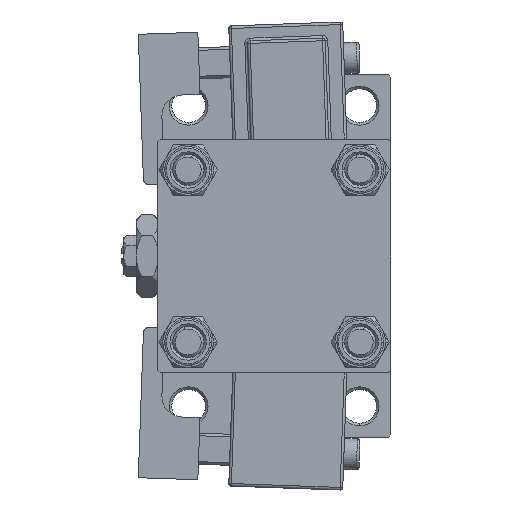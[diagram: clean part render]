
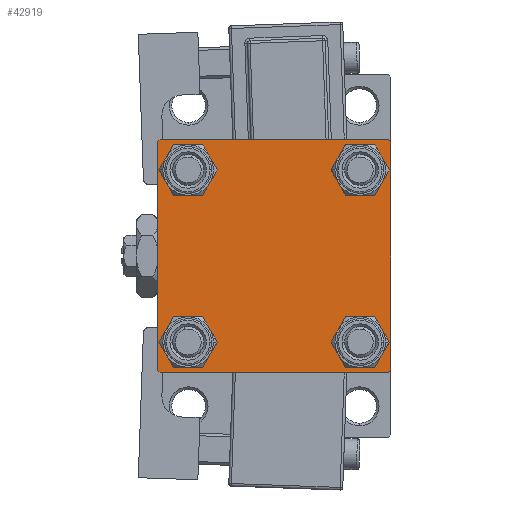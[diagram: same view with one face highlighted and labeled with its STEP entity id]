
A CAD part, left-side view. The second image highlights one B-rep face of the part: STEP entity #42919.
In plain terms, the highlighted planar face has unit normal (-1, 0, 0).
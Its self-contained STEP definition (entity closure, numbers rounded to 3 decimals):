
#798 = CARTESIAN_POINT ( 'NONE',  ( 0., 22.5, -22.5 ) ) ;
#1193 = VERTEX_POINT ( 'NONE', #51210 ) ;
#2111 = CIRCLE ( 'NONE', #41130, 3.5 ) ;
#2784 = DIRECTION ( 'NONE',  ( 0., 0.707, -0.707 ) ) ;
#3132 = DIRECTION ( 'NONE',  ( 0., 0., 1. ) ) ;
#3521 = CARTESIAN_POINT ( 'NONE',  ( 0., 16.6, 20.1 ) ) ;
#3585 = DIRECTION ( 'NONE',  ( 0., 0., 1. ) ) ;
#4227 = VECTOR ( 'NONE', #11324, 1000. ) ;
#4646 = VECTOR ( 'NONE', #9311, 1000. ) ;
#4687 = DIRECTION ( 'NONE',  ( 0., 0., -1. ) ) ;
#4769 = ORIENTED_EDGE ( 'NONE', *, *, #16861, .F. ) ;
#4949 = ORIENTED_EDGE ( 'NONE', *, *, #33263, .T. ) ;
#5309 = LINE ( 'NONE', #28235, #38293 ) ;
#5831 = VERTEX_POINT ( 'NONE', #49138 ) ;
#6084 = VECTOR ( 'NONE', #2784, 1000. ) ;
#6552 = DIRECTION ( 'NONE',  ( 0., 0.707, 0.707 ) ) ;
#6878 = VERTEX_POINT ( 'NONE', #50948 ) ;
#7013 = CARTESIAN_POINT ( 'NONE',  ( 0., 16.6, -20.1 ) ) ;
#7598 = CARTESIAN_POINT ( 'NONE',  ( 0., -16.6, 13.1 ) ) ;
#7936 = CARTESIAN_POINT ( 'NONE',  ( 0., -16.6, 16.6 ) ) ;
#8068 = FACE_BOUND ( 'NONE', #41604, .T. ) ;
#8382 = AXIS2_PLACEMENT_3D ( 'NONE', #50294, #42490, #21533 ) ;
#8591 = LINE ( 'NONE', #798, #33257 ) ;
#9311 = DIRECTION ( 'NONE',  ( 0., -0.707, 0.707 ) ) ;
#9527 = DIRECTION ( 'NONE',  ( 1., 0., 0. ) ) ;
#9716 = EDGE_LOOP ( 'NONE', ( #9749, #31705 ) ) ;
#9749 = ORIENTED_EDGE ( 'NONE', *, *, #29640, .T. ) ;
#10313 = VERTEX_POINT ( 'NONE', #28548 ) ;
#10479 = CIRCLE ( 'NONE', #33751, 3.5 ) ;
#11324 = DIRECTION ( 'NONE',  ( 0., -0.707, -0.707 ) ) ;
#11661 = CARTESIAN_POINT ( 'NONE',  ( 0., -16.6, -20.1 ) ) ;
#11830 = DIRECTION ( 'NONE',  ( 0., 0., 1. ) ) ;
#11960 = CARTESIAN_POINT ( 'NONE',  ( 0., -22.5, -22. ) ) ;
#12278 = EDGE_LOOP ( 'NONE', ( #41904, #50031, #42054, #35263, #4769, #4949, #27367, #43030 ) ) ;
#13286 = EDGE_LOOP ( 'NONE', ( #26765, #38100 ) ) ;
#13463 = VERTEX_POINT ( 'NONE', #42135 ) ;
#13713 = CARTESIAN_POINT ( 'NONE',  ( 0., -16.6, -16.6 ) ) ;
#13766 = EDGE_CURVE ( 'NONE', #10313, #1193, #22552, .T. ) ;
#14105 = CARTESIAN_POINT ( 'NONE',  ( 0., -22.25, 22.25 ) ) ;
#14313 = VERTEX_POINT ( 'NONE', #7598 ) ;
#14486 = CARTESIAN_POINT ( 'NONE',  ( 0., -22.25, -22.25 ) ) ;
#14691 = CIRCLE ( 'NONE', #16380, 3.5 ) ;
#14836 = CIRCLE ( 'NONE', #28163, 3.5 ) ;
#15104 = DIRECTION ( 'NONE',  ( 1., 0., 0. ) ) ;
#15621 = DIRECTION ( 'NONE',  ( -1., 0., 0. ) ) ;
#15683 = CARTESIAN_POINT ( 'NONE',  ( 0., -16.6, -13.1 ) ) ;
#15797 = VERTEX_POINT ( 'NONE', #27409 ) ;
#16380 = AXIS2_PLACEMENT_3D ( 'NONE', #35326, #19457, #3585 ) ;
#16861 = EDGE_CURVE ( 'NONE', #13463, #46005, #38782, .T. ) ;
#17284 = EDGE_CURVE ( 'NONE', #24901, #35708, #2111, .T. ) ;
#17365 = DIRECTION ( 'NONE',  ( 1., 0., 0. ) ) ;
#17630 = LINE ( 'NONE', #14486, #4646 ) ;
#18244 = VERTEX_POINT ( 'NONE', #45597 ) ;
#18983 = EDGE_CURVE ( 'NONE', #14313, #18244, #10479, .T. ) ;
#19011 = CARTESIAN_POINT ( 'NONE',  ( 0., 16.6, -16.6 ) ) ;
#19457 = DIRECTION ( 'NONE',  ( 1., 0., 0. ) ) ;
#19517 = FACE_BOUND ( 'NONE', #45251, .T. ) ;
#19907 = VERTEX_POINT ( 'NONE', #46540 ) ;
#21009 = ORIENTED_EDGE ( 'NONE', *, *, #24202, .T. ) ;
#21071 = VERTEX_POINT ( 'NONE', #23138 ) ;
#21322 = EDGE_CURVE ( 'NONE', #15797, #46005, #17630, .T. ) ;
#21533 = DIRECTION ( 'NONE',  ( 0., 0., 1. ) ) ;
#22552 = LINE ( 'NONE', #38416, #6084 ) ;
#23022 = ORIENTED_EDGE ( 'NONE', *, *, #18983, .T. ) ;
#23138 = CARTESIAN_POINT ( 'NONE',  ( 0., 22.5, -22. ) ) ;
#23433 = CARTESIAN_POINT ( 'NONE',  ( 0., -22.5, 22.5 ) ) ;
#24006 = EDGE_CURVE ( 'NONE', #43610, #6878, #14691, .T. ) ;
#24194 = LINE ( 'NONE', #40309, #49390 ) ;
#24202 = EDGE_CURVE ( 'NONE', #18244, #14313, #31349, .T. ) ;
#24901 = VERTEX_POINT ( 'NONE', #11661 ) ;
#25789 = EDGE_CURVE ( 'NONE', #35708, #24901, #37186, .T. ) ;
#26581 = LINE ( 'NONE', #14105, #27445 ) ;
#26765 = ORIENTED_EDGE ( 'NONE', *, *, #25789, .T. ) ;
#27360 = DIRECTION ( 'NONE',  ( 0., 0., 1. ) ) ;
#27367 = ORIENTED_EDGE ( 'NONE', *, *, #36250, .F. ) ;
#27409 = CARTESIAN_POINT ( 'NONE',  ( 0., -22., -22.5 ) ) ;
#27445 = VECTOR ( 'NONE', #6552, 1000. ) ;
#27856 = FACE_BOUND ( 'NONE', #13286, .T. ) ;
#28163 = AXIS2_PLACEMENT_3D ( 'NONE', #28833, #35132, #27360 ) ;
#28173 = EDGE_CURVE ( 'NONE', #34430, #5831, #14836, .T. ) ;
#28235 = CARTESIAN_POINT ( 'NONE',  ( 0., 22.5, 22.5 ) ) ;
#28548 = CARTESIAN_POINT ( 'NONE',  ( 0., 22., 22.5 ) ) ;
#28833 = CARTESIAN_POINT ( 'NONE',  ( 0., 16.6, -16.6 ) ) ;
#29580 = DIRECTION ( 'NONE',  ( 0., 0., 1. ) ) ;
#29640 = EDGE_CURVE ( 'NONE', #5831, #34430, #33221, .T. ) ;
#30667 = EDGE_CURVE ( 'NONE', #50117, #15797, #8591, .T. ) ;
#30976 = DIRECTION ( 'NONE',  ( 0., 0., 1. ) ) ;
#31205 = VECTOR ( 'NONE', #39297, 1000. ) ;
#31339 = ORIENTED_EDGE ( 'NONE', *, *, #32848, .T. ) ;
#31346 = ORIENTED_EDGE ( 'NONE', *, *, #24006, .T. ) ;
#31349 = CIRCLE ( 'NONE', #33822, 3.5 ) ;
#31615 = DIRECTION ( 'NONE',  ( 1., 0., 0. ) ) ;
#31705 = ORIENTED_EDGE ( 'NONE', *, *, #28173, .T. ) ;
#32848 = EDGE_CURVE ( 'NONE', #6878, #43610, #46599, .T. ) ;
#33221 = CIRCLE ( 'NONE', #49799, 3.5 ) ;
#33257 = VECTOR ( 'NONE', #36167, 1000. ) ;
#33263 = EDGE_CURVE ( 'NONE', #13463, #19907, #26581, .T. ) ;
#33740 = DIRECTION ( 'NONE',  ( 1., 0., 0. ) ) ;
#33751 = AXIS2_PLACEMENT_3D ( 'NONE', #7936, #31615, #11830 ) ;
#33822 = AXIS2_PLACEMENT_3D ( 'NONE', #49067, #9527, #29580 ) ;
#33885 = AXIS2_PLACEMENT_3D ( 'NONE', #37132, #17365, #44672 ) ;
#34430 = VERTEX_POINT ( 'NONE', #7013 ) ;
#34478 = CARTESIAN_POINT ( 'NONE',  ( 0., 22., -22.5 ) ) ;
#34856 = FACE_BOUND ( 'NONE', #9716, .T. ) ;
#35132 = DIRECTION ( 'NONE',  ( 1., 0., 0. ) ) ;
#35263 = ORIENTED_EDGE ( 'NONE', *, *, #21322, .T. ) ;
#35326 = CARTESIAN_POINT ( 'NONE',  ( 0., 16.6, 16.6 ) ) ;
#35631 = PLANE ( 'NONE',  #43537 ) ;
#35708 = VERTEX_POINT ( 'NONE', #15683 ) ;
#36135 = EDGE_CURVE ( 'NONE', #21071, #50117, #46960, .T. ) ;
#36167 = DIRECTION ( 'NONE',  ( 0., -1., 0. ) ) ;
#36250 = EDGE_CURVE ( 'NONE', #10313, #19907, #5309, .T. ) ;
#36774 = DIRECTION ( 'NONE',  ( 0., -1., 0. ) ) ;
#37132 = CARTESIAN_POINT ( 'NONE',  ( 0., -16.6, -16.6 ) ) ;
#37186 = CIRCLE ( 'NONE', #33885, 3.5 ) ;
#38100 = ORIENTED_EDGE ( 'NONE', *, *, #17284, .T. ) ;
#38293 = VECTOR ( 'NONE', #36774, 1000. ) ;
#38416 = CARTESIAN_POINT ( 'NONE',  ( 0., 22.25, 22.25 ) ) ;
#38782 = LINE ( 'NONE', #23433, #31205 ) ;
#39297 = DIRECTION ( 'NONE',  ( 0., 0., -1. ) ) ;
#40309 = CARTESIAN_POINT ( 'NONE',  ( 0., 22.5, 22.5 ) ) ;
#41130 = AXIS2_PLACEMENT_3D ( 'NONE', #13713, #33740, #49841 ) ;
#41604 = EDGE_LOOP ( 'NONE', ( #21009, #23022 ) ) ;
#41904 = ORIENTED_EDGE ( 'NONE', *, *, #48503, .T. ) ;
#42054 = ORIENTED_EDGE ( 'NONE', *, *, #30667, .T. ) ;
#42135 = CARTESIAN_POINT ( 'NONE',  ( 0., -22.5, 22. ) ) ;
#42490 = DIRECTION ( 'NONE',  ( 1., 0., 0. ) ) ;
#42919 = ADVANCED_FACE ( 'NONE', ( #8068, #27856, #34856, #19517, #50720 ), #35631, .T. ) ;
#43030 = ORIENTED_EDGE ( 'NONE', *, *, #13766, .T. ) ;
#43537 = AXIS2_PLACEMENT_3D ( 'NONE', #46816, #15621, #3132 ) ;
#43610 = VERTEX_POINT ( 'NONE', #3521 ) ;
#44672 = DIRECTION ( 'NONE',  ( 0., 0., 1. ) ) ;
#45251 = EDGE_LOOP ( 'NONE', ( #31346, #31339 ) ) ;
#45597 = CARTESIAN_POINT ( 'NONE',  ( 0., -16.6, 20.1 ) ) ;
#46005 = VERTEX_POINT ( 'NONE', #11960 ) ;
#46540 = CARTESIAN_POINT ( 'NONE',  ( 0., -22., 22.5 ) ) ;
#46599 = CIRCLE ( 'NONE', #8382, 3.5 ) ;
#46688 = CARTESIAN_POINT ( 'NONE',  ( 0., 22.25, -22.25 ) ) ;
#46816 = CARTESIAN_POINT ( 'NONE',  ( 0., 0., 0. ) ) ;
#46960 = LINE ( 'NONE', #46688, #4227 ) ;
#48503 = EDGE_CURVE ( 'NONE', #1193, #21071, #24194, .T. ) ;
#49067 = CARTESIAN_POINT ( 'NONE',  ( 0., -16.6, 16.6 ) ) ;
#49138 = CARTESIAN_POINT ( 'NONE',  ( 0., 16.6, -13.1 ) ) ;
#49390 = VECTOR ( 'NONE', #4687, 1000. ) ;
#49799 = AXIS2_PLACEMENT_3D ( 'NONE', #19011, #15104, #30976 ) ;
#49841 = DIRECTION ( 'NONE',  ( 0., 0., 1. ) ) ;
#50031 = ORIENTED_EDGE ( 'NONE', *, *, #36135, .T. ) ;
#50117 = VERTEX_POINT ( 'NONE', #34478 ) ;
#50294 = CARTESIAN_POINT ( 'NONE',  ( 0., 16.6, 16.6 ) ) ;
#50720 = FACE_OUTER_BOUND ( 'NONE', #12278, .T. ) ;
#50948 = CARTESIAN_POINT ( 'NONE',  ( 0., 16.6, 13.1 ) ) ;
#51210 = CARTESIAN_POINT ( 'NONE',  ( 0., 22.5, 22. ) ) ;
